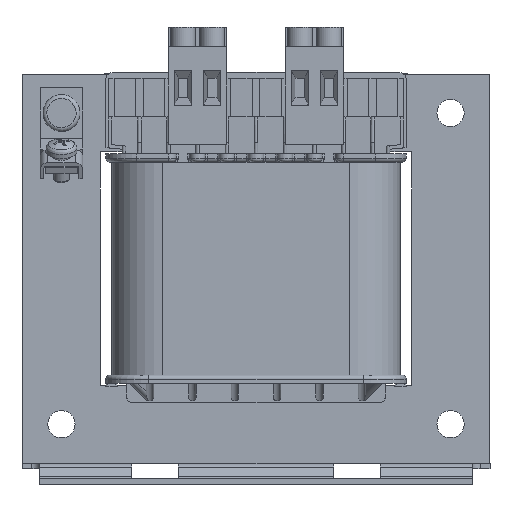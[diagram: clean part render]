
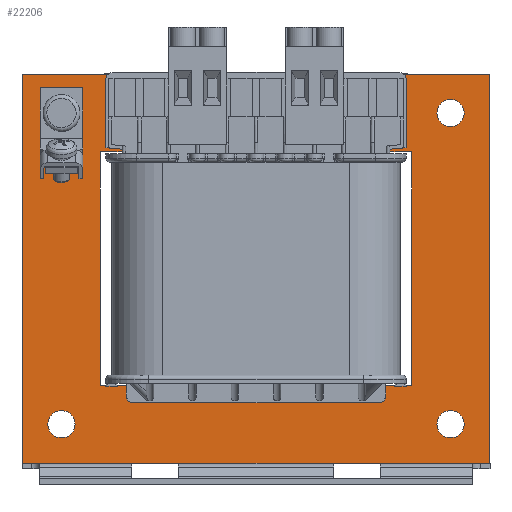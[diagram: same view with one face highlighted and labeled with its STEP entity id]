
A CAD part, front view. The second image highlights one B-rep face of the part: STEP entity #22206.
In plain terms, the highlighted planar face has unit normal (0, -1, 0).
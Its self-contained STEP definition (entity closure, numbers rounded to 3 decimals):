
#229=FACE_BOUND('',#3014,.T.);
#230=FACE_BOUND('',#3015,.T.);
#231=FACE_BOUND('',#3016,.T.);
#232=FACE_BOUND('',#3017,.T.);
#233=FACE_BOUND('',#3018,.T.);
#747=CIRCLE('',#23465,3.5);
#748=CIRCLE('',#23466,3.5);
#750=CIRCLE('',#23469,3.5);
#751=CIRCLE('',#23470,3.5);
#753=CIRCLE('',#23473,3.5);
#754=CIRCLE('',#23474,3.5);
#1854=FACE_OUTER_BOUND('',#3013,.T.);
#3013=EDGE_LOOP('',(#16344,#16345,#16346,#16347));
#3014=EDGE_LOOP('',(#16348,#16349,#16350,#16351,#16352,#16353,#16354,#16355,
#16356,#16357,#16358,#16359,#16360,#16361,#16362,#16363));
#3015=EDGE_LOOP('',(#16364,#16365));
#3016=EDGE_LOOP('',(#16366,#16367));
#3017=EDGE_LOOP('',(#16368,#16369));
#3018=EDGE_LOOP('',(#16370,#16371,#16372,#16373));
#4692=LINE('',#33906,#7009);
#4697=LINE('',#33917,#7014);
#4702=LINE('',#33929,#7019);
#4703=LINE('',#33938,#7020);
#4773=LINE('',#34459,#7090);
#4776=LINE('',#34465,#7093);
#4783=LINE('',#34475,#7100);
#4786=LINE('',#34479,#7103);
#4789=LINE('',#34487,#7106);
#4795=LINE('',#34498,#7112);
#4799=LINE('',#34507,#7116);
#4806=LINE('',#34521,#7123);
#4814=LINE('',#34538,#7131);
#4818=LINE('',#34543,#7135);
#4823=LINE('',#34574,#7140);
#4824=LINE('',#34576,#7141);
#4825=LINE('',#34578,#7142);
#4826=LINE('',#34580,#7143);
#4827=LINE('',#34582,#7144);
#4828=LINE('',#34584,#7145);
#4829=LINE('',#34586,#7146);
#4830=LINE('',#34587,#7147);
#4831=LINE('',#34589,#7148);
#4832=LINE('',#34590,#7149);
#7009=VECTOR('',#26493,1.);
#7014=VECTOR('',#26500,1.);
#7019=VECTOR('',#26513,1.);
#7020=VECTOR('',#26524,1.);
#7090=VECTOR('',#26820,10.);
#7093=VECTOR('',#26825,10.);
#7100=VECTOR('',#26834,10.);
#7103=VECTOR('',#26839,10.);
#7106=VECTOR('',#26844,10.);
#7112=VECTOR('',#26852,10.);
#7116=VECTOR('',#26858,10.);
#7123=VECTOR('',#26869,10.);
#7131=VECTOR('',#26881,10.);
#7135=VECTOR('',#26887,10.);
#7140=VECTOR('',#26922,10.);
#7141=VECTOR('',#26923,10.);
#7142=VECTOR('',#26924,10.);
#7143=VECTOR('',#26925,10.);
#7144=VECTOR('',#26926,10.);
#7145=VECTOR('',#26927,10.);
#7146=VECTOR('',#26928,10.);
#7147=VECTOR('',#26929,10.);
#7148=VECTOR('',#26930,10.);
#7149=VECTOR('',#26931,10.);
#9209=VERTEX_POINT('',#33903);
#9210=VERTEX_POINT('',#33905);
#9214=VERTEX_POINT('',#33914);
#9215=VERTEX_POINT('',#33916);
#9323=VERTEX_POINT('',#34456);
#9324=VERTEX_POINT('',#34458);
#9326=VERTEX_POINT('',#34464);
#9328=VERTEX_POINT('',#34474);
#9331=VERTEX_POINT('',#34484);
#9332=VERTEX_POINT('',#34486);
#9336=VERTEX_POINT('',#34496);
#9340=VERTEX_POINT('',#34505);
#9344=VERTEX_POINT('',#34518);
#9345=VERTEX_POINT('',#34520);
#9351=VERTEX_POINT('',#34535);
#9352=VERTEX_POINT('',#34537);
#9354=VERTEX_POINT('',#34549);
#9355=VERTEX_POINT('',#34550);
#9357=VERTEX_POINT('',#34557);
#9358=VERTEX_POINT('',#34558);
#9360=VERTEX_POINT('',#34565);
#9361=VERTEX_POINT('',#34566);
#9363=VERTEX_POINT('',#34573);
#9364=VERTEX_POINT('',#34575);
#9365=VERTEX_POINT('',#34577);
#9366=VERTEX_POINT('',#34579);
#9367=VERTEX_POINT('',#34581);
#9368=VERTEX_POINT('',#34583);
#9369=VERTEX_POINT('',#34585);
#9370=VERTEX_POINT('',#34588);
#11672=EDGE_CURVE('',#9210,#9209,#4692,.T.);
#11677=EDGE_CURVE('',#9215,#9214,#4697,.T.);
#11684=EDGE_CURVE('',#9210,#9214,#4702,.T.);
#11688=EDGE_CURVE('',#9209,#9215,#4703,.T.);
#11839=EDGE_CURVE('',#9323,#9324,#4773,.T.);
#11842=EDGE_CURVE('',#9324,#9326,#4776,.T.);
#11849=EDGE_CURVE('',#9326,#9328,#4783,.T.);
#11852=EDGE_CURVE('',#9328,#9323,#4786,.T.);
#11855=EDGE_CURVE('',#9332,#9331,#4789,.T.);
#11861=EDGE_CURVE('',#9331,#9336,#4795,.T.);
#11865=EDGE_CURVE('',#9336,#9340,#4799,.T.);
#11872=EDGE_CURVE('',#9345,#9344,#4806,.T.);
#11880=EDGE_CURVE('',#9352,#9351,#4814,.T.);
#11884=EDGE_CURVE('',#9351,#9345,#4818,.T.);
#11887=EDGE_CURVE('',#9354,#9355,#747,.T.);
#11888=EDGE_CURVE('',#9355,#9354,#748,.T.);
#11891=EDGE_CURVE('',#9357,#9358,#750,.T.);
#11892=EDGE_CURVE('',#9358,#9357,#751,.T.);
#11895=EDGE_CURVE('',#9360,#9361,#753,.T.);
#11896=EDGE_CURVE('',#9361,#9360,#754,.T.);
#11899=EDGE_CURVE('',#9352,#9363,#4823,.T.);
#11900=EDGE_CURVE('',#9344,#9364,#4824,.T.);
#11901=EDGE_CURVE('',#9364,#9365,#4825,.T.);
#11902=EDGE_CURVE('',#9366,#9365,#4826,.T.);
#11903=EDGE_CURVE('',#9366,#9367,#4827,.T.);
#11904=EDGE_CURVE('',#9367,#9368,#4828,.T.);
#11905=EDGE_CURVE('',#9368,#9369,#4829,.T.);
#11906=EDGE_CURVE('',#9369,#9332,#4830,.T.);
#11907=EDGE_CURVE('',#9340,#9370,#4831,.T.);
#11908=EDGE_CURVE('',#9370,#9363,#4832,.T.);
#16344=ORIENTED_EDGE('',*,*,#11842,.F.);
#16345=ORIENTED_EDGE('',*,*,#11839,.F.);
#16346=ORIENTED_EDGE('',*,*,#11852,.F.);
#16347=ORIENTED_EDGE('',*,*,#11849,.F.);
#16348=ORIENTED_EDGE('',*,*,#11899,.F.);
#16349=ORIENTED_EDGE('',*,*,#11880,.T.);
#16350=ORIENTED_EDGE('',*,*,#11884,.T.);
#16351=ORIENTED_EDGE('',*,*,#11872,.T.);
#16352=ORIENTED_EDGE('',*,*,#11900,.T.);
#16353=ORIENTED_EDGE('',*,*,#11901,.T.);
#16354=ORIENTED_EDGE('',*,*,#11902,.F.);
#16355=ORIENTED_EDGE('',*,*,#11903,.T.);
#16356=ORIENTED_EDGE('',*,*,#11904,.T.);
#16357=ORIENTED_EDGE('',*,*,#11905,.T.);
#16358=ORIENTED_EDGE('',*,*,#11906,.T.);
#16359=ORIENTED_EDGE('',*,*,#11855,.T.);
#16360=ORIENTED_EDGE('',*,*,#11861,.T.);
#16361=ORIENTED_EDGE('',*,*,#11865,.T.);
#16362=ORIENTED_EDGE('',*,*,#11907,.T.);
#16363=ORIENTED_EDGE('',*,*,#11908,.T.);
#16364=ORIENTED_EDGE('',*,*,#11887,.T.);
#16365=ORIENTED_EDGE('',*,*,#11888,.T.);
#16366=ORIENTED_EDGE('',*,*,#11891,.T.);
#16367=ORIENTED_EDGE('',*,*,#11892,.T.);
#16368=ORIENTED_EDGE('',*,*,#11895,.T.);
#16369=ORIENTED_EDGE('',*,*,#11896,.T.);
#16370=ORIENTED_EDGE('',*,*,#11684,.F.);
#16371=ORIENTED_EDGE('',*,*,#11672,.T.);
#16372=ORIENTED_EDGE('',*,*,#11688,.T.);
#16373=ORIENTED_EDGE('',*,*,#11677,.T.);
#20278=PLANE('',#23476);
#22206=ADVANCED_FACE('',(#1854,#229,#230,#231,#232,#233),#20278,.F.);
#23465=AXIS2_PLACEMENT_3D('',#34551,#26895,#26896);
#23466=AXIS2_PLACEMENT_3D('',#34552,#26897,#26898);
#23469=AXIS2_PLACEMENT_3D('',#34559,#26904,#26905);
#23470=AXIS2_PLACEMENT_3D('',#34560,#26906,#26907);
#23473=AXIS2_PLACEMENT_3D('',#34567,#26913,#26914);
#23474=AXIS2_PLACEMENT_3D('',#34568,#26915,#26916);
#23476=AXIS2_PLACEMENT_3D('',#34572,#26920,#26921);
#26493=DIRECTION('',(0.,0.,-1.));
#26500=DIRECTION('',(0.,0.,1.));
#26513=DIRECTION('',(-1.,0.,0.));
#26524=DIRECTION('',(-1.,0.,0.));
#26820=DIRECTION('',(1.,0.,0.));
#26825=DIRECTION('',(0.,0.,-1.));
#26834=DIRECTION('',(-1.,0.,0.));
#26839=DIRECTION('',(0.,0.,1.));
#26844=DIRECTION('',(1.,0.,0.));
#26852=DIRECTION('',(0.,0.,-1.));
#26858=DIRECTION('',(-1.,0.,0.));
#26869=DIRECTION('',(1.,0.,0.));
#26881=DIRECTION('',(-1.,0.,0.));
#26887=DIRECTION('',(0.,0.,1.));
#26895=DIRECTION('center_axis',(0.,1.,0.));
#26896=DIRECTION('ref_axis',(1.,0.,0.));
#26897=DIRECTION('center_axis',(0.,1.,0.));
#26898=DIRECTION('ref_axis',(1.,0.,0.));
#26904=DIRECTION('center_axis',(0.,1.,0.));
#26905=DIRECTION('ref_axis',(1.,0.,0.));
#26906=DIRECTION('center_axis',(0.,1.,0.));
#26907=DIRECTION('ref_axis',(1.,0.,0.));
#26913=DIRECTION('center_axis',(0.,1.,0.));
#26914=DIRECTION('ref_axis',(1.,0.,0.));
#26915=DIRECTION('center_axis',(0.,1.,0.));
#26916=DIRECTION('ref_axis',(1.,0.,0.));
#26920=DIRECTION('center_axis',(0.,1.,0.));
#26921=DIRECTION('ref_axis',(0.,0.,1.));
#26922=DIRECTION('',(0.,0.,-1.));
#26923=DIRECTION('',(0.,0.,1.));
#26924=DIRECTION('',(-0.995,0.,0.095));
#26925=DIRECTION('',(0.,0.,-1.));
#26926=DIRECTION('',(1.,0.,0.));
#26927=DIRECTION('',(0.,0.,-1.));
#26928=DIRECTION('',(-0.995,0.,-0.095));
#26929=DIRECTION('',(0.,0.,-1.));
#26930=DIRECTION('',(0.,0.,-1.));
#26931=DIRECTION('',(-1.,0.,0.));
#33903=CARTESIAN_POINT('',(-44.5,-20.85,32.544));
#33905=CARTESIAN_POINT('',(-44.5,-20.85,46.5));
#33906=CARTESIAN_POINT('',(-44.5,-20.85,46.5));
#33914=CARTESIAN_POINT('',(-55.5,-20.85,46.5));
#33916=CARTESIAN_POINT('',(-55.5,-20.85,32.544));
#33917=CARTESIAN_POINT('',(-55.5,-20.85,46.5));
#33929=CARTESIAN_POINT('',(-44.5,-20.85,46.5));
#33938=CARTESIAN_POINT('',(-44.5,-20.85,32.544));
#34456=CARTESIAN_POINT('',(-60.,-20.85,50.));
#34458=CARTESIAN_POINT('',(60.,-20.85,50.));
#34459=CARTESIAN_POINT('',(60.,-20.85,50.));
#34464=CARTESIAN_POINT('',(60.,-20.85,-50.));
#34465=CARTESIAN_POINT('',(60.,-20.85,-50.));
#34474=CARTESIAN_POINT('',(-60.,-20.85,-50.));
#34475=CARTESIAN_POINT('',(-60.,-20.85,-50.));
#34479=CARTESIAN_POINT('',(-60.,-20.85,50.));
#34484=CARTESIAN_POINT('',(40.,-20.85,30.));
#34486=CARTESIAN_POINT('',(34.4,-20.85,30.));
#34487=CARTESIAN_POINT('',(20.,-20.85,30.));
#34496=CARTESIAN_POINT('',(40.,-20.85,-30.));
#34498=CARTESIAN_POINT('',(40.,-20.85,-15.));
#34505=CARTESIAN_POINT('',(32.9,-20.85,-30.));
#34507=CARTESIAN_POINT('',(10.,-20.85,-30.));
#34518=CARTESIAN_POINT('',(-34.4,-20.85,30.));
#34520=CARTESIAN_POINT('',(-40.,-20.85,30.));
#34521=CARTESIAN_POINT('',(-10.,-20.85,30.));
#34535=CARTESIAN_POINT('',(-40.,-20.85,-30.));
#34537=CARTESIAN_POINT('',(-32.9,-20.85,-30.));
#34538=CARTESIAN_POINT('',(-20.,-20.85,-30.));
#34543=CARTESIAN_POINT('',(-40.,-20.85,15.));
#34549=CARTESIAN_POINT('',(53.5,-20.85,40.));
#34550=CARTESIAN_POINT('',(46.5,-20.85,40.));
#34551=CARTESIAN_POINT('Origin',(50.,-20.85,40.));
#34552=CARTESIAN_POINT('Origin',(50.,-20.85,40.));
#34557=CARTESIAN_POINT('',(53.5,-20.85,-40.));
#34558=CARTESIAN_POINT('',(46.5,-20.85,-40.));
#34559=CARTESIAN_POINT('Origin',(50.,-20.85,-40.));
#34560=CARTESIAN_POINT('Origin',(50.,-20.85,-40.));
#34565=CARTESIAN_POINT('',(-46.5,-20.85,-40.));
#34566=CARTESIAN_POINT('',(-53.5,-20.85,-40.));
#34567=CARTESIAN_POINT('Origin',(-50.,-20.85,-40.));
#34568=CARTESIAN_POINT('Origin',(-50.,-20.85,-40.));
#34572=CARTESIAN_POINT('Origin',(0.,-20.85,0.));
#34573=CARTESIAN_POINT('',(-32.9,-20.85,-32.3));
#34574=CARTESIAN_POINT('',(-32.9,-20.85,-29.5));
#34575=CARTESIAN_POINT('',(-34.4,-20.85,30.7));
#34576=CARTESIAN_POINT('',(-34.4,-20.85,15.35));
#34577=CARTESIAN_POINT('',(-37.6,-20.85,31.005));
#34578=CARTESIAN_POINT('',(-18.006,-20.85,29.139));
#34579=CARTESIAN_POINT('',(-37.6,-20.85,36.5));
#34580=CARTESIAN_POINT('',(-37.6,-20.85,27.4));
#34581=CARTESIAN_POINT('',(37.6,-20.85,36.5));
#34582=CARTESIAN_POINT('',(0.,-20.85,36.5));
#34583=CARTESIAN_POINT('',(37.6,-20.85,31.005));
#34584=CARTESIAN_POINT('',(37.6,-20.85,27.4));
#34585=CARTESIAN_POINT('',(34.4,-20.85,30.7));
#34586=CARTESIAN_POINT('',(18.006,-20.85,29.139));
#34587=CARTESIAN_POINT('',(34.4,-20.85,15.35));
#34588=CARTESIAN_POINT('',(32.9,-20.85,-32.3));
#34589=CARTESIAN_POINT('',(32.9,-20.85,-29.5));
#34590=CARTESIAN_POINT('',(-13.5,-20.85,-32.3));
